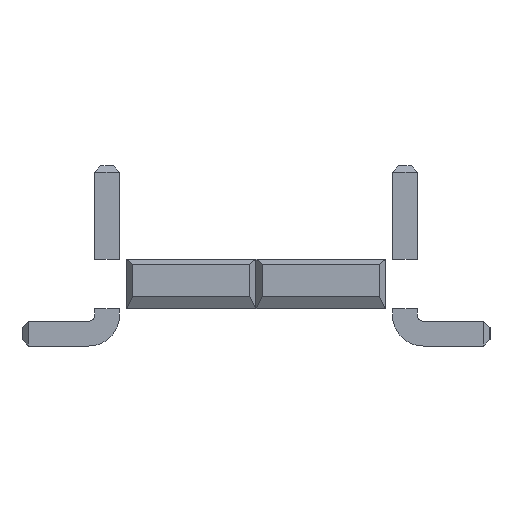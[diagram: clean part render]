
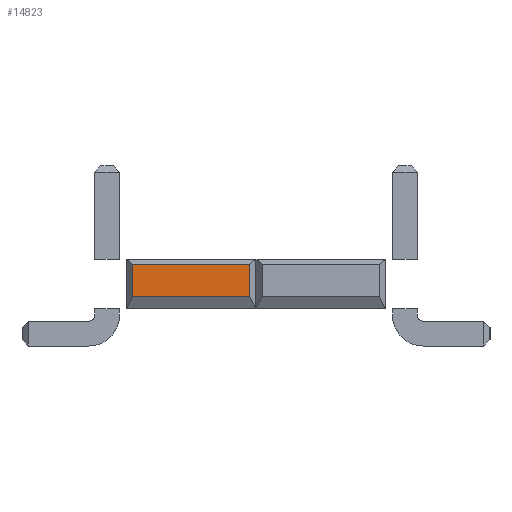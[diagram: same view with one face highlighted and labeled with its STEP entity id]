
A CAD part, left-side view. The second image highlights one B-rep face of the part: STEP entity #14823.
In plain terms, the highlighted planar face has unit normal (-1, 0, 0).
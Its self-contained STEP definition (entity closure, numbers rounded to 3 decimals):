
#14346=CARTESIAN_POINT('',(-5.0,0.044,0.587));
#14345=VERTEX_POINT('',#14346);
#14364=CARTESIAN_POINT('',(-5.0,0.883,0.587));
#14363=VERTEX_POINT('',#14364);
#14372=EDGE_CURVE('',#14345,#14363,#14377,.T.);
#14377=LINE('',#14346,#14379);
#14379=VECTOR('',#14380,0.838);
#14380=DIRECTION('',(0.0,1.0,0.0));
#14491=CARTESIAN_POINT('',(-5.0,0.883,0.356));
#14490=VERTEX_POINT('',#14491);
#14499=EDGE_CURVE('',#14363,#14490,#14504,.T.);
#14504=LINE('',#14364,#14506);
#14506=VECTOR('',#14507,0.231);
#14507=DIRECTION('',(0.0,0.0,-1.0));
#14542=CARTESIAN_POINT('',(-5.0,0.044,0.356));
#14541=VERTEX_POINT('',#14542);
#14568=EDGE_CURVE('',#14541,#14345,#14573,.T.);
#14573=LINE('',#14542,#14575);
#14575=VECTOR('',#14576,0.231);
#14576=DIRECTION('',(0.0,0.0,1.0));
#14803=EDGE_CURVE('',#14490,#14541,#14808,.T.);
#14808=LINE('',#14491,#14810);
#14810=VECTOR('',#14811,0.838);
#14811=DIRECTION('',(0.0,-1.0,0.0));
#14823=ADVANCED_FACE('',(#14829),#14824,.T.);
#14824=PLANE('',#14825);
#14825=AXIS2_PLACEMENT_3D('',#14826,#14827,#14828);
#14826=CARTESIAN_POINT('',(-5.0,0.883,0.356));
#14827=DIRECTION('',(-1.0,0.0,0.0));
#14828=DIRECTION('',(0.,0.,1.));
#14829=FACE_OUTER_BOUND('',#14830,.T.);
#14830=EDGE_LOOP('',(#14831,#14841,#14851,#14861));
#14831=ORIENTED_EDGE('',*,*,#14803,.T.);
#14841=ORIENTED_EDGE('',*,*,#14568,.T.);
#14851=ORIENTED_EDGE('',*,*,#14372,.T.);
#14861=ORIENTED_EDGE('',*,*,#14499,.T.);
